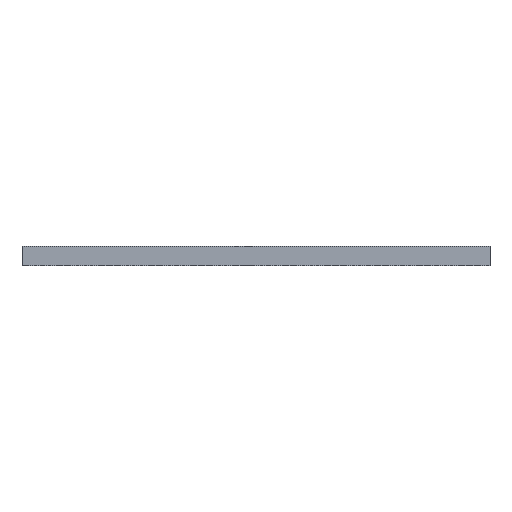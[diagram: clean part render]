
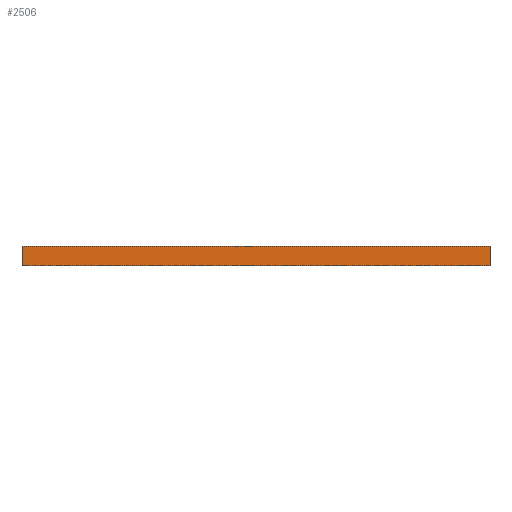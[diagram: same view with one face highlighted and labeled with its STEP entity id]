
A CAD part, top view. The second image highlights one B-rep face of the part: STEP entity #2506.
In plain terms, the highlighted planar face has unit normal (0, 0, 1).
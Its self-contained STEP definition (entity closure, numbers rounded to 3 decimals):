
#45 = CARTESIAN_POINT ( 'NONE',  ( 2963., 0., -24.2 ) ) ;
#58 = CARTESIAN_POINT ( 'NONE',  ( 2963., 1.8, -24.2 ) ) ;
#230 = DIRECTION ( 'NONE',  ( 0., 1., 0. ) ) ;
#267 = ORIENTED_EDGE ( 'NONE', *, *, #4871, .T. ) ;
#417 = CARTESIAN_POINT ( 'NONE',  ( 0., 0., -24.2 ) ) ;
#554 = AXIS2_PLACEMENT_3D ( 'NONE', #5177, #3888, #7191 ) ;
#709 = DIRECTION ( 'NONE',  ( -1., 0., 0. ) ) ;
#857 = LINE ( 'NONE', #417, #1371 ) ;
#976 = LINE ( 'NONE', #58, #6484 ) ;
#1371 = VECTOR ( 'NONE', #4355, 1000. ) ;
#1457 = EDGE_CURVE ( 'NONE', #5773, #4882, #976, .T. ) ;
#1816 = LINE ( 'NONE', #45, #5166 ) ;
#1949 = ORIENTED_EDGE ( 'NONE', *, *, #7827, .T. ) ;
#2232 = CARTESIAN_POINT ( 'NONE',  ( 0., 124.15, -24.2 ) ) ;
#2422 = EDGE_CURVE ( 'NONE', #4882, #8174, #857, .T. ) ;
#2506 = ADVANCED_FACE ( 'NONE', ( #3140 ), #4498, .T. ) ;
#3012 = DIRECTION ( 'NONE',  ( -1., 0., 0. ) ) ;
#3040 = LINE ( 'NONE', #4410, #4185 ) ;
#3140 = FACE_OUTER_BOUND ( 'NONE', #3619, .T. ) ;
#3619 = EDGE_LOOP ( 'NONE', ( #267, #7152, #8475, #1949 ) ) ;
#3888 = DIRECTION ( 'NONE',  ( 0., 0., 1. ) ) ;
#4106 = VERTEX_POINT ( 'NONE', #4578 ) ;
#4185 = VECTOR ( 'NONE', #3012, 1000. ) ;
#4355 = DIRECTION ( 'NONE',  ( 0., 1., 0. ) ) ;
#4410 = CARTESIAN_POINT ( 'NONE',  ( 2963., 124.15, -24.2 ) ) ;
#4498 = PLANE ( 'NONE',  #554 ) ;
#4578 = CARTESIAN_POINT ( 'NONE',  ( 2963., 124.15, -24.2 ) ) ;
#4871 = EDGE_CURVE ( 'NONE', #4106, #8174, #3040, .T. ) ;
#4882 = VERTEX_POINT ( 'NONE', #8367 ) ;
#5166 = VECTOR ( 'NONE', #230, 1000. ) ;
#5177 = CARTESIAN_POINT ( 'NONE',  ( 2963., 0., -24.2 ) ) ;
#5773 = VERTEX_POINT ( 'NONE', #8277 ) ;
#6484 = VECTOR ( 'NONE', #709, 1000. ) ;
#7152 = ORIENTED_EDGE ( 'NONE', *, *, #2422, .F. ) ;
#7191 = DIRECTION ( 'NONE',  ( 1., 0., 0. ) ) ;
#7827 = EDGE_CURVE ( 'NONE', #5773, #4106, #1816, .T. ) ;
#8174 = VERTEX_POINT ( 'NONE', #2232 ) ;
#8277 = CARTESIAN_POINT ( 'NONE',  ( 2963., 1.8, -24.2 ) ) ;
#8367 = CARTESIAN_POINT ( 'NONE',  ( 0., 1.8, -24.2 ) ) ;
#8475 = ORIENTED_EDGE ( 'NONE', *, *, #1457, .F. ) ;
